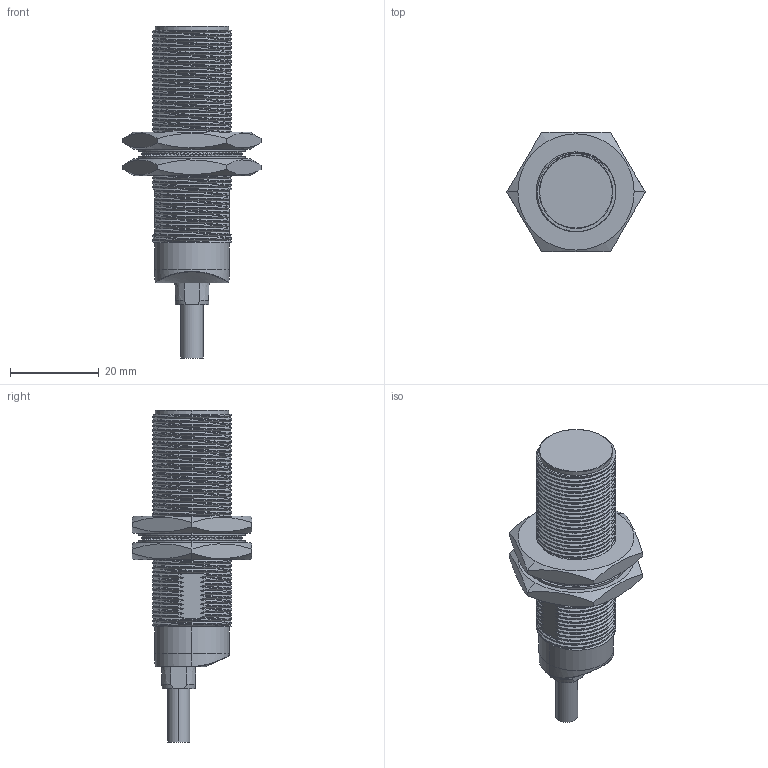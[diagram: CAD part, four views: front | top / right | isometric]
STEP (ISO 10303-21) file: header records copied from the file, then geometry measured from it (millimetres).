
FILE_DESCRIPTION((''),'2;1');
FILE_NAME('TLF18-08','2022-03-25T',('EDY'),(''),'CREO PARAMETRIC BY PTC INC, 2018070','CREO PARAMETRIC BY PTC INC, 2018070','');
FILE_SCHEMA(('CONFIG_CONTROL_DESIGN'));
Products named in the file (1): TLF18-08
Bounding box: 31.18 x 27 x 75 mm (x, y, z)
Volume: 17034.1 mm3; surface area: 7108.9 mm2
Topology: 1 solids, 1 shells, 1084 faces, 2762 edges, 1838 vertices
Faces by surface type: plane 914, cylinder 93, bspline 48, cone 26, torus 3
Entity records: 61602 total; most frequent: CARTESIAN_POINT 35924, ORIENTED_EDGE 5524, DIRECTION 4577, EDGE_CURVE 2762, VECTOR 2341, LINE 2341, VERTEX_POINT 1838, EDGE_LOOP 1242
